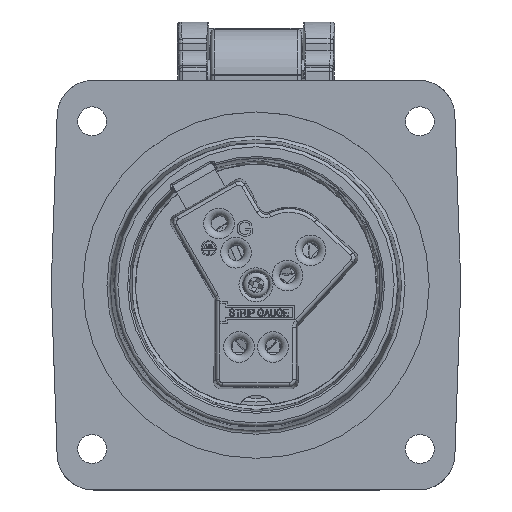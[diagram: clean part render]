
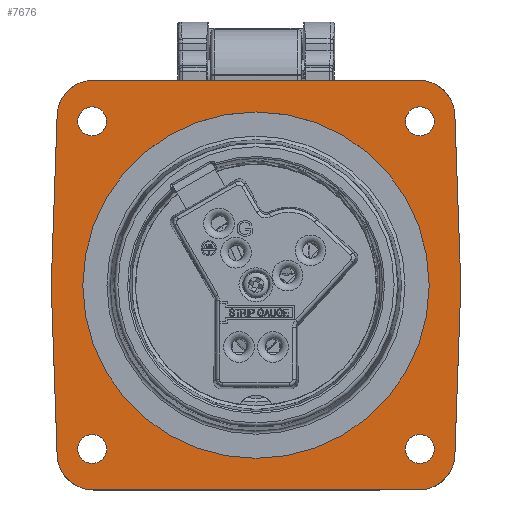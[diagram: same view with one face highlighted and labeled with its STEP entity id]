
A CAD part, top view. The second image highlights one B-rep face of the part: STEP entity #7676.
In plain terms, the highlighted planar face has unit normal (0, 0, 1).
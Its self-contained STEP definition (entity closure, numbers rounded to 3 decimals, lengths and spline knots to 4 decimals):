
#4825=FACE_BOUND('',#15090,.T.);
#4826=FACE_BOUND('',#15091,.T.);
#4827=FACE_BOUND('',#15092,.T.);
#4828=FACE_BOUND('',#15093,.T.);
#4829=FACE_BOUND('',#15094,.T.);
#4830=FACE_BOUND('',#15095,.T.);
#7676=ADVANCED_FACE('',(#4825,#4826,#4827,#4828,#4829,#4830),#9200,.T.);
#9200=PLANE('',#54413);
#15090=EDGE_LOOP('',(#27968));
#15091=EDGE_LOOP('',(#27969));
#15092=EDGE_LOOP('',(#27970));
#15093=EDGE_LOOP('',(#27971));
#15094=EDGE_LOOP('',(#27972));
#15095=EDGE_LOOP('',(#27973,#27974,#27975,#27976,#27977,#27978,#27979,#27980,
#27981,#27982));
#27968=ORIENTED_EDGE('',*,*,#40634,.T.);
#27969=ORIENTED_EDGE('',*,*,#40635,.T.);
#27970=ORIENTED_EDGE('',*,*,#40636,.T.);
#27971=ORIENTED_EDGE('',*,*,#40637,.T.);
#27972=ORIENTED_EDGE('',*,*,#40638,.T.);
#27973=ORIENTED_EDGE('',*,*,#40639,.T.);
#27974=ORIENTED_EDGE('',*,*,#40640,.T.);
#27975=ORIENTED_EDGE('',*,*,#40641,.F.);
#27976=ORIENTED_EDGE('',*,*,#40642,.T.);
#27977=ORIENTED_EDGE('',*,*,#40643,.T.);
#27978=ORIENTED_EDGE('',*,*,#40644,.T.);
#27979=ORIENTED_EDGE('',*,*,#40645,.T.);
#27980=ORIENTED_EDGE('',*,*,#40646,.F.);
#27981=ORIENTED_EDGE('',*,*,#40647,.T.);
#27982=ORIENTED_EDGE('',*,*,#40648,.T.);
#33820=VERTEX_POINT('',#101956);
#33821=VERTEX_POINT('',#101958);
#33822=VERTEX_POINT('',#101960);
#33823=VERTEX_POINT('',#101962);
#33824=VERTEX_POINT('',#101964);
#33825=VERTEX_POINT('',#101966);
#33826=VERTEX_POINT('',#101967);
#33827=VERTEX_POINT('',#101969);
#33828=VERTEX_POINT('',#101971);
#33829=VERTEX_POINT('',#101973);
#33830=VERTEX_POINT('',#101975);
#33831=VERTEX_POINT('',#101977);
#33832=VERTEX_POINT('',#101979);
#33833=VERTEX_POINT('',#101981);
#33834=VERTEX_POINT('',#101983);
#40634=EDGE_CURVE('',#33820,#33820,#49734,.T.);
#40635=EDGE_CURVE('',#33821,#33821,#49735,.T.);
#40636=EDGE_CURVE('',#33822,#33822,#49736,.T.);
#40637=EDGE_CURVE('',#33823,#33823,#49737,.T.);
#40638=EDGE_CURVE('',#33824,#33824,#49738,.T.);
#40639=EDGE_CURVE('',#33825,#33826,#44657,.T.);
#40640=EDGE_CURVE('',#33826,#33827,#49739,.T.);
#40641=EDGE_CURVE('',#33828,#33827,#44658,.T.);
#40642=EDGE_CURVE('',#33828,#33829,#49740,.T.);
#40643=EDGE_CURVE('',#33829,#33830,#44659,.T.);
#40644=EDGE_CURVE('',#33830,#33831,#44660,.T.);
#40645=EDGE_CURVE('',#33831,#33832,#49741,.T.);
#40646=EDGE_CURVE('',#33833,#33832,#44661,.T.);
#40647=EDGE_CURVE('',#33833,#33834,#49742,.T.);
#40648=EDGE_CURVE('',#33834,#33825,#44662,.T.);
#44657=LINE('',#101965,#47999);
#44658=LINE('',#101970,#48000);
#44659=LINE('',#101974,#48001);
#44660=LINE('',#101976,#48002);
#44661=LINE('',#101980,#48003);
#44662=LINE('',#101984,#48004);
#47999=VECTOR('',#66723,1.);
#48000=VECTOR('',#66726,1.);
#48001=VECTOR('',#66729,1.);
#48002=VECTOR('',#66730,1.);
#48003=VECTOR('',#66733,1.);
#48004=VECTOR('',#66736,1.);
#49734=CIRCLE('',#54404,0.12);
#49735=CIRCLE('',#54405,0.12);
#49736=CIRCLE('',#54406,0.12);
#49737=CIRCLE('',#54407,0.12);
#49738=CIRCLE('',#54408,1.4375);
#49739=CIRCLE('',#54409,0.3);
#49740=CIRCLE('',#54410,0.3);
#49741=CIRCLE('',#54411,0.3);
#49742=CIRCLE('',#54412,0.3);
#54404=AXIS2_PLACEMENT_3D('',#101955,#66713,#66714);
#54405=AXIS2_PLACEMENT_3D('',#101957,#66715,#66716);
#54406=AXIS2_PLACEMENT_3D('',#101959,#66717,#66718);
#54407=AXIS2_PLACEMENT_3D('',#101961,#66719,#66720);
#54408=AXIS2_PLACEMENT_3D('',#101963,#66721,#66722);
#54409=AXIS2_PLACEMENT_3D('',#101968,#66724,#66725);
#54410=AXIS2_PLACEMENT_3D('',#101972,#66727,#66728);
#54411=AXIS2_PLACEMENT_3D('',#101978,#66731,#66732);
#54412=AXIS2_PLACEMENT_3D('',#101982,#66734,#66735);
#54413=AXIS2_PLACEMENT_3D('',#101985,#66737,#66738);
#66713=DIRECTION('',(0.,0.,-1.));
#66714=DIRECTION('',(-1.,0.,0.));
#66715=DIRECTION('',(0.,0.,-1.));
#66716=DIRECTION('',(-1.,0.,0.));
#66717=DIRECTION('',(0.,0.,-1.));
#66718=DIRECTION('',(-1.,0.,0.));
#66719=DIRECTION('',(0.,0.,-1.));
#66720=DIRECTION('',(-1.,0.,0.));
#66721=DIRECTION('',(0.,0.,-1.));
#66722=DIRECTION('',(-1.,0.,0.));
#66723=DIRECTION('',(-0.035,0.999,0.));
#66724=DIRECTION('',(0.,0.,1.));
#66725=DIRECTION('',(1.,0.,0.));
#66726=DIRECTION('',(1.,0.,0.));
#66727=DIRECTION('',(0.,0.,1.));
#66728=DIRECTION('',(1.,0.,0.));
#66729=DIRECTION('',(-0.035,-0.999,0.));
#66730=DIRECTION('',(0.035,-0.999,0.));
#66731=DIRECTION('',(0.,0.,1.));
#66732=DIRECTION('',(1.,0.,0.));
#66733=DIRECTION('',(-1.,0.,0.));
#66734=DIRECTION('',(0.,0.,1.));
#66735=DIRECTION('',(1.,0.,0.));
#66736=DIRECTION('',(0.035,0.999,0.));
#66737=DIRECTION('',(0.,0.,1.));
#66738=DIRECTION('',(1.,0.,0.));
#101955=CARTESIAN_POINT('',(1.36,1.36,1.9455));
#101956=CARTESIAN_POINT('',(1.24,1.36,1.9455));
#101957=CARTESIAN_POINT('',(1.36,-1.36,1.9455));
#101958=CARTESIAN_POINT('',(1.24,-1.36,1.9455));
#101959=CARTESIAN_POINT('',(-1.36,1.36,1.9455));
#101960=CARTESIAN_POINT('',(-1.48,1.36,1.9455));
#101961=CARTESIAN_POINT('',(-1.36,-1.36,1.9455));
#101962=CARTESIAN_POINT('',(-1.48,-1.36,1.9455));
#101963=CARTESIAN_POINT('',(0.,0.,
1.9455));
#101964=CARTESIAN_POINT('',(-1.4375,0.,1.9455));
#101965=CARTESIAN_POINT('',(1.6979,0.0593,1.9455));
#101966=CARTESIAN_POINT('',(1.7,0.,1.9455));
#101967=CARTESIAN_POINT('',(1.6507,1.4105,1.9455));
#101968=CARTESIAN_POINT('',(1.3509,1.4,1.9455));
#101969=CARTESIAN_POINT('',(1.3509,1.7,1.9455));
#101970=CARTESIAN_POINT('',(0.,1.7,1.9455));
#101971=CARTESIAN_POINT('',(-1.3509,1.7,1.9455));
#101972=CARTESIAN_POINT('',(-1.3509,1.4,1.9455));
#101973=CARTESIAN_POINT('',(-1.6507,1.4105,1.9455));
#101974=CARTESIAN_POINT('',(-1.6979,0.0593,1.9455));
#101975=CARTESIAN_POINT('',(-1.7,0.,1.9455));
#101976=CARTESIAN_POINT('',(-1.6979,-0.0593,1.9455));
#101977=CARTESIAN_POINT('',(-1.6507,-1.4105,1.9455));
#101978=CARTESIAN_POINT('',(-1.3509,-1.4,1.9455));
#101979=CARTESIAN_POINT('',(-1.3509,-1.7,1.9455));
#101980=CARTESIAN_POINT('',(0.,-1.7,1.9455));
#101981=CARTESIAN_POINT('',(1.3509,-1.7,1.9455));
#101982=CARTESIAN_POINT('',(1.3509,-1.4,1.9455));
#101983=CARTESIAN_POINT('',(1.6507,-1.4105,1.9455));
#101984=CARTESIAN_POINT('',(1.6979,-0.0593,1.9455));
#101985=CARTESIAN_POINT('',(0.,0.,
1.9455));
